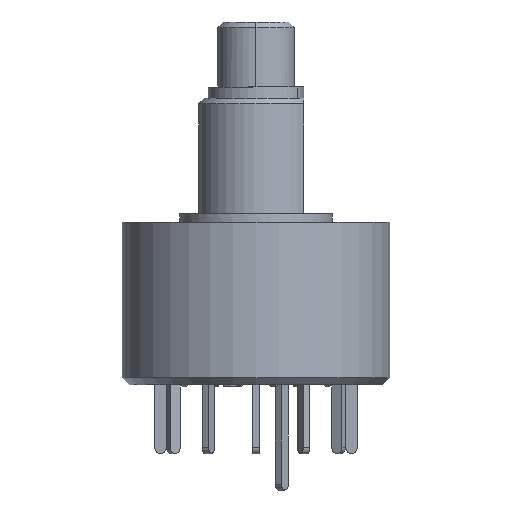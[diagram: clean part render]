
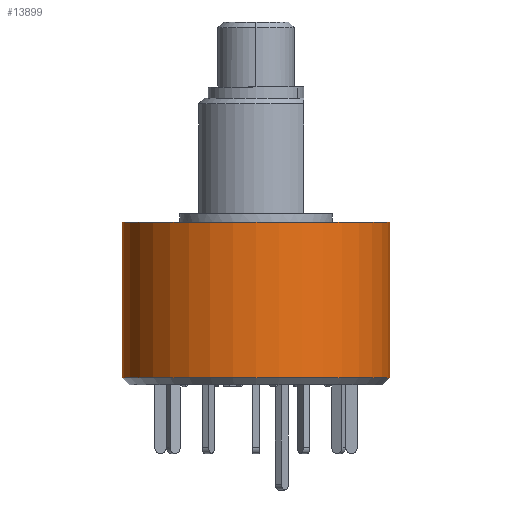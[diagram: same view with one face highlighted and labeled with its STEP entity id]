
A CAD part, left-side view. The second image highlights one B-rep face of the part: STEP entity #13899.
In plain terms, the highlighted cylindrical face has radius 7 mm (diameter 14 mm), a partial arc.
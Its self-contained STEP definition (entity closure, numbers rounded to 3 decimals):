
#1055 = LINE ( 'NONE', #14060, #17100 ) ;
#1660 = VERTEX_POINT ( 'NONE', #11031 ) ;
#1720 = ORIENTED_EDGE ( 'NONE', *, *, #16086, .F. ) ;
#1854 = ORIENTED_EDGE ( 'NONE', *, *, #14417, .F. ) ;
#2597 = DIRECTION ( 'NONE',  ( 0., 0., 1. ) ) ;
#2707 = LINE ( 'NONE', #7569, #17249 ) ;
#3237 = DIRECTION ( 'NONE',  ( 0., 1., 0. ) ) ;
#3883 = EDGE_CURVE ( 'NONE', #1660, #17546, #1055, .T. ) ;
#5220 = EDGE_LOOP ( 'NONE', ( #1854, #1720, #16777, #13647 ) ) ;
#6153 = DIRECTION ( 'NONE',  ( 0., 0., -1. ) ) ;
#7530 = DIRECTION ( 'NONE',  ( 0., -1., 0. ) ) ;
#7564 = AXIS2_PLACEMENT_3D ( 'NONE', #11743, #11627, #7530 ) ;
#7569 = CARTESIAN_POINT ( 'NONE',  ( 0., -7., -0.45 ) ) ;
#8081 = CARTESIAN_POINT ( 'NONE',  ( 0., -7., -0.45 ) ) ;
#8588 = CYLINDRICAL_SURFACE ( 'NONE', #17938, 7. ) ;
#8639 = CARTESIAN_POINT ( 'NONE',  ( 0., -7., -8.574 ) ) ;
#9311 = CIRCLE ( 'NONE', #7564, 7. ) ;
#10928 = CARTESIAN_POINT ( 'NONE',  ( 0., 0., -0.45 ) ) ;
#11031 = CARTESIAN_POINT ( 'NONE',  ( 0., 7., -0.45 ) ) ;
#11568 = CARTESIAN_POINT ( 'NONE',  ( 0., 0., -0.45 ) ) ;
#11627 = DIRECTION ( 'NONE',  ( 0., 0., 1. ) ) ;
#11743 = CARTESIAN_POINT ( 'NONE',  ( 0., 0., -8.574 ) ) ;
#11991 = VERTEX_POINT ( 'NONE', #8639 ) ;
#12310 = DIRECTION ( 'NONE',  ( 0., -1., 0. ) ) ;
#12498 = DIRECTION ( 'NONE',  ( 0., 0., -1. ) ) ;
#12991 = EDGE_CURVE ( 'NONE', #17546, #11991, #9311, .T. ) ;
#13051 = AXIS2_PLACEMENT_3D ( 'NONE', #10928, #2597, #12310 ) ;
#13647 = ORIENTED_EDGE ( 'NONE', *, *, #12991, .T. ) ;
#13828 = FACE_OUTER_BOUND ( 'NONE', #5220, .T. ) ;
#13899 = ADVANCED_FACE ( 'NONE', ( #13828 ), #8588, .T. ) ;
#14060 = CARTESIAN_POINT ( 'NONE',  ( 0., 7., -0.45 ) ) ;
#14417 = EDGE_CURVE ( 'NONE', #16682, #11991, #2707, .T. ) ;
#14561 = DIRECTION ( 'NONE',  ( 0., 0., -1. ) ) ;
#15844 = CIRCLE ( 'NONE', #13051, 7. ) ;
#16011 = CARTESIAN_POINT ( 'NONE',  ( 0., 7., -8.574 ) ) ;
#16086 = EDGE_CURVE ( 'NONE', #1660, #16682, #15844, .T. ) ;
#16682 = VERTEX_POINT ( 'NONE', #8081 ) ;
#16777 = ORIENTED_EDGE ( 'NONE', *, *, #3883, .T. ) ;
#17100 = VECTOR ( 'NONE', #12498, 1000. ) ;
#17249 = VECTOR ( 'NONE', #14561, 1000. ) ;
#17546 = VERTEX_POINT ( 'NONE', #16011 ) ;
#17938 = AXIS2_PLACEMENT_3D ( 'NONE', #11568, #6153, #3237 ) ;
